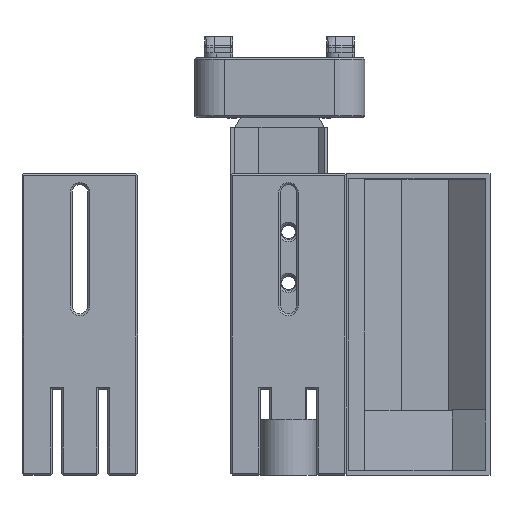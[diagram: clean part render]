
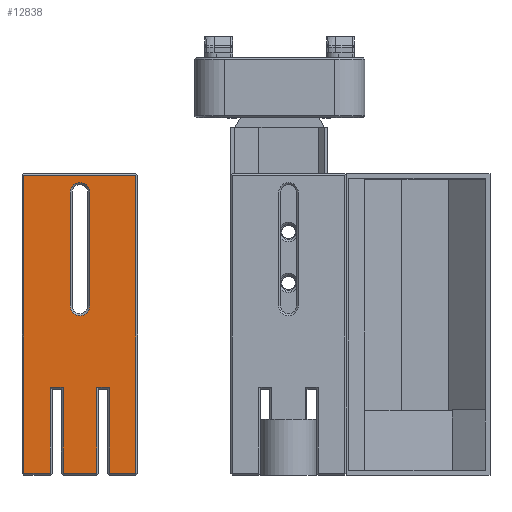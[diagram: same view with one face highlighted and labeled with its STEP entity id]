
A CAD part, top view. The second image highlights one B-rep face of the part: STEP entity #12838.
In plain terms, the highlighted planar face has unit normal (0, 0, 1).
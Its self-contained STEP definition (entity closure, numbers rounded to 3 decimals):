
#830=FACE_BOUND('',#2756,.T.);
#1194=CIRCLE('',#13928,2.1);
#1195=CIRCLE('',#13929,2.1);
#1974=FACE_OUTER_BOUND('',#2755,.T.);
#2755=EDGE_LOOP('',(#11436,#11437,#11438,#11439,#11440,#11441,#11442,#11443,
#11444,#11445,#11446,#11447));
#2756=EDGE_LOOP('',(#11448,#11449,#11450,#11451));
#3730=LINE('',#31787,#4799);
#3738=LINE('',#31803,#4807);
#3739=LINE('',#31805,#4808);
#3740=LINE('',#31807,#4809);
#3741=LINE('',#31809,#4810);
#3742=LINE('',#31811,#4811);
#3743=LINE('',#31813,#4812);
#3744=LINE('',#31815,#4813);
#3745=LINE('',#31817,#4814);
#3746=LINE('',#31819,#4815);
#3747=LINE('',#31821,#4816);
#3748=LINE('',#31822,#4817);
#3749=LINE('',#31825,#4818);
#3750=LINE('',#31829,#4819);
#4799=VECTOR('',#16798,10.);
#4807=VECTOR('',#16814,10.);
#4808=VECTOR('',#16815,10.);
#4809=VECTOR('',#16816,10.);
#4810=VECTOR('',#16817,10.);
#4811=VECTOR('',#16818,10.);
#4812=VECTOR('',#16819,10.);
#4813=VECTOR('',#16820,10.);
#4814=VECTOR('',#16821,10.);
#4815=VECTOR('',#16822,10.);
#4816=VECTOR('',#16823,10.);
#4817=VECTOR('',#16824,10.);
#4818=VECTOR('',#16825,10.);
#4819=VECTOR('',#16828,10.);
#6062=VERTEX_POINT('',#31779);
#6064=VERTEX_POINT('',#31785);
#6068=VERTEX_POINT('',#31802);
#6069=VERTEX_POINT('',#31804);
#6070=VERTEX_POINT('',#31806);
#6071=VERTEX_POINT('',#31808);
#6072=VERTEX_POINT('',#31810);
#6073=VERTEX_POINT('',#31812);
#6074=VERTEX_POINT('',#31814);
#6075=VERTEX_POINT('',#31816);
#6076=VERTEX_POINT('',#31818);
#6077=VERTEX_POINT('',#31820);
#6078=VERTEX_POINT('',#31823);
#6079=VERTEX_POINT('',#31824);
#6080=VERTEX_POINT('',#31826);
#6081=VERTEX_POINT('',#31828);
#7870=EDGE_CURVE('',#6064,#6062,#3730,.T.);
#7878=EDGE_CURVE('',#6068,#6064,#3738,.T.);
#7879=EDGE_CURVE('',#6069,#6068,#3739,.T.);
#7880=EDGE_CURVE('',#6070,#6069,#3740,.T.);
#7881=EDGE_CURVE('',#6071,#6070,#3741,.T.);
#7882=EDGE_CURVE('',#6072,#6071,#3742,.T.);
#7883=EDGE_CURVE('',#6073,#6072,#3743,.T.);
#7884=EDGE_CURVE('',#6074,#6073,#3744,.T.);
#7885=EDGE_CURVE('',#6075,#6074,#3745,.T.);
#7886=EDGE_CURVE('',#6076,#6075,#3746,.T.);
#7887=EDGE_CURVE('',#6077,#6076,#3747,.T.);
#7888=EDGE_CURVE('',#6062,#6077,#3748,.T.);
#7889=EDGE_CURVE('',#6078,#6079,#3749,.T.);
#7890=EDGE_CURVE('',#6080,#6078,#1194,.T.);
#7891=EDGE_CURVE('',#6081,#6080,#3750,.T.);
#7892=EDGE_CURVE('',#6079,#6081,#1195,.T.);
#11436=ORIENTED_EDGE('',*,*,#7878,.F.);
#11437=ORIENTED_EDGE('',*,*,#7879,.F.);
#11438=ORIENTED_EDGE('',*,*,#7880,.F.);
#11439=ORIENTED_EDGE('',*,*,#7881,.F.);
#11440=ORIENTED_EDGE('',*,*,#7882,.F.);
#11441=ORIENTED_EDGE('',*,*,#7883,.F.);
#11442=ORIENTED_EDGE('',*,*,#7884,.F.);
#11443=ORIENTED_EDGE('',*,*,#7885,.F.);
#11444=ORIENTED_EDGE('',*,*,#7886,.F.);
#11445=ORIENTED_EDGE('',*,*,#7887,.F.);
#11446=ORIENTED_EDGE('',*,*,#7888,.F.);
#11447=ORIENTED_EDGE('',*,*,#7870,.F.);
#11448=ORIENTED_EDGE('',*,*,#7889,.F.);
#11449=ORIENTED_EDGE('',*,*,#7890,.F.);
#11450=ORIENTED_EDGE('',*,*,#7891,.F.);
#11451=ORIENTED_EDGE('',*,*,#7892,.F.);
#12118=PLANE('',#13927);
#12838=ADVANCED_FACE('',(#1974,#830),#12118,.F.);
#13927=AXIS2_PLACEMENT_3D('',#31801,#16812,#16813);
#13928=AXIS2_PLACEMENT_3D('',#31827,#16826,#16827);
#13929=AXIS2_PLACEMENT_3D('',#31830,#16829,#16830);
#16798=DIRECTION('',(0.,-1.,0.));
#16812=DIRECTION('center_axis',(0.,0.,-1.));
#16813=DIRECTION('ref_axis',(-1.,0.,0.));
#16814=DIRECTION('',(1.,0.,0.));
#16815=DIRECTION('',(0.,1.,0.));
#16816=DIRECTION('',(-1.,0.,0.));
#16817=DIRECTION('',(0.,-1.,0.));
#16818=DIRECTION('',(-1.,0.,0.));
#16819=DIRECTION('',(0.,1.,0.));
#16820=DIRECTION('',(-1.,0.,0.));
#16821=DIRECTION('',(0.,-1.,0.));
#16822=DIRECTION('',(-1.,0.,0.));
#16823=DIRECTION('',(0.,1.,0.));
#16824=DIRECTION('',(-1.,0.,0.));
#16825=DIRECTION('',(0.,1.,0.));
#16826=DIRECTION('center_axis',(0.,0.,1.));
#16827=DIRECTION('ref_axis',(1.,0.,0.));
#16828=DIRECTION('',(0.,-1.,0.));
#16829=DIRECTION('center_axis',(0.,0.,1.));
#16830=DIRECTION('ref_axis',(1.,0.,0.));
#31779=CARTESIAN_POINT('',(-20.4,2.4,-4.));
#31785=CARTESIAN_POINT('',(-20.4,66.6,-4.));
#31787=CARTESIAN_POINT('',(-20.4,0.,-4.));
#31801=CARTESIAN_POINT('Origin',(-36.5,0.,-4.));
#31802=CARTESIAN_POINT('',(-44.6,66.6,-4.));
#31803=CARTESIAN_POINT('',(-34.5,66.6,-4.));
#31804=CARTESIAN_POINT('',(-44.6,2.4,-4.));
#31805=CARTESIAN_POINT('',(-44.6,17.25,-4.));
#31806=CARTESIAN_POINT('',(-38.9,2.4,-4.));
#31807=CARTESIAN_POINT('',(-34.5,2.4,-4.));
#31808=CARTESIAN_POINT('',(-38.9,20.9,-4.));
#31809=CARTESIAN_POINT('',(-38.9,1.,-4.));
#31810=CARTESIAN_POINT('',(-36.1,20.9,-4.));
#31811=CARTESIAN_POINT('',(-37.,20.9,-4.));
#31812=CARTESIAN_POINT('',(-36.1,2.4,-4.));
#31813=CARTESIAN_POINT('',(-36.1,1.,-4.));
#31814=CARTESIAN_POINT('',(-28.9,2.4,-4.));
#31815=CARTESIAN_POINT('',(-34.5,2.4,-4.));
#31816=CARTESIAN_POINT('',(-28.9,20.9,-4.));
#31817=CARTESIAN_POINT('',(-28.9,1.,-4.));
#31818=CARTESIAN_POINT('',(-26.1,20.9,-4.));
#31819=CARTESIAN_POINT('',(-32.,20.9,-4.));
#31820=CARTESIAN_POINT('',(-26.1,2.4,-4.));
#31821=CARTESIAN_POINT('',(-26.1,1.,-4.));
#31822=CARTESIAN_POINT('',(-34.5,2.4,-4.));
#31823=CARTESIAN_POINT('',(-30.4,38.5,-4.));
#31824=CARTESIAN_POINT('',(-30.4,63.,-4.));
#31825=CARTESIAN_POINT('',(-30.4,19.25,-4.));
#31826=CARTESIAN_POINT('',(-34.6,38.5,-4.));
#31827=CARTESIAN_POINT('Origin',(-32.5,38.5,-4.));
#31828=CARTESIAN_POINT('',(-34.6,63.,-4.));
#31829=CARTESIAN_POINT('',(-34.6,36.,-4.));
#31830=CARTESIAN_POINT('Origin',(-32.5,63.,-4.));
